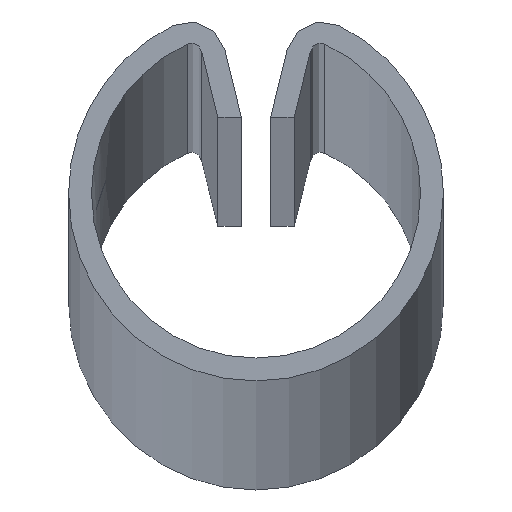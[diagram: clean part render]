
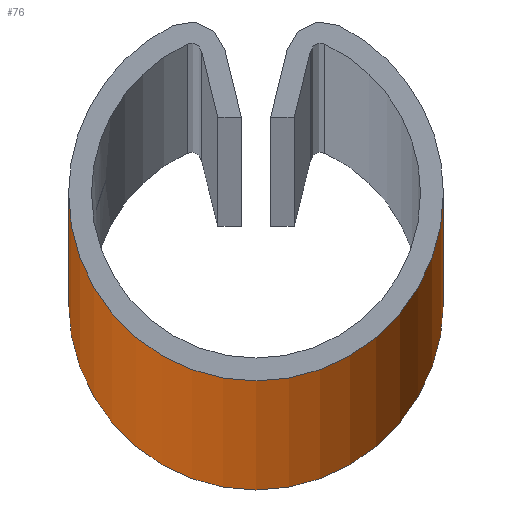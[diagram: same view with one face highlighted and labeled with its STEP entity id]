
A CAD part, top view. The second image highlights one B-rep face of the part: STEP entity #76.
In plain terms, the highlighted cylindrical face has radius 9 mm (diameter 18 mm), a partial arc.
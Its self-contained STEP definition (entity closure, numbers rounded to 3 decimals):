
#76 = ADVANCED_FACE ( 'NONE', ( #7788 ), #452, .T. ) ;
#259 = LINE ( 'NONE', #1262, #5996 ) ;
#285 = CARTESIAN_POINT ( 'NONE',  ( 0., 0., 1500. ) ) ;
#356 = DIRECTION ( 'NONE',  ( 1., 0., 0. ) ) ;
#452 = CYLINDRICAL_SURFACE ( 'NONE', #10588, 9. ) ;
#500 = VECTOR ( 'NONE', #2960, 1000. ) ;
#517 = EDGE_LOOP ( 'NONE', ( #3265, #4761, #10390, #6862 ) ) ;
#1195 = CIRCLE ( 'NONE', #9699, 9. ) ;
#1262 = CARTESIAN_POINT ( 'NONE',  ( 9., 0., -1500. ) ) ;
#1277 = DIRECTION ( 'NONE',  ( 0., 0., 1. ) ) ;
#1464 = VERTEX_POINT ( 'NONE', #8099 ) ;
#1971 = CARTESIAN_POINT ( 'NONE',  ( 9., 0., -1500. ) ) ;
#2562 = CARTESIAN_POINT ( 'NONE',  ( -9., 0., 1500. ) ) ;
#2960 = DIRECTION ( 'NONE',  ( 0., 0., 1. ) ) ;
#3052 = DIRECTION ( 'NONE',  ( 1., 0., 0. ) ) ;
#3134 = DIRECTION ( 'NONE',  ( 0., 0., 1. ) ) ;
#3239 = LINE ( 'NONE', #9370, #500 ) ;
#3265 = ORIENTED_EDGE ( 'NONE', *, *, #5016, .F. ) ;
#3417 = VERTEX_POINT ( 'NONE', #1971 ) ;
#3691 = DIRECTION ( 'NONE',  ( 0., 0., 1. ) ) ;
#3971 = DIRECTION ( 'NONE',  ( 0., 0., 1. ) ) ;
#4127 = EDGE_CURVE ( 'NONE', #3417, #1464, #259, .T. ) ;
#4689 = AXIS2_PLACEMENT_3D ( 'NONE', #8646, #3134, #3052 ) ;
#4761 = ORIENTED_EDGE ( 'NONE', *, *, #6985, .T. ) ;
#5016 = EDGE_CURVE ( 'NONE', #7931, #10721, #3239, .T. ) ;
#5442 = CARTESIAN_POINT ( 'NONE',  ( -9., 0., -1500. ) ) ;
#5549 = CARTESIAN_POINT ( 'NONE',  ( 0., 0., -1500. ) ) ;
#5949 = CIRCLE ( 'NONE', #4689, 9. ) ;
#5996 = VECTOR ( 'NONE', #3971, 1000. ) ;
#6862 = ORIENTED_EDGE ( 'NONE', *, *, #10857, .F. ) ;
#6985 = EDGE_CURVE ( 'NONE', #7931, #3417, #5949, .T. ) ;
#7788 = FACE_OUTER_BOUND ( 'NONE', #517, .T. ) ;
#7931 = VERTEX_POINT ( 'NONE', #5442 ) ;
#8099 = CARTESIAN_POINT ( 'NONE',  ( 9., 0., 1500. ) ) ;
#8646 = CARTESIAN_POINT ( 'NONE',  ( 0., 0., -1500. ) ) ;
#9370 = CARTESIAN_POINT ( 'NONE',  ( -9., 0., -1500. ) ) ;
#9699 = AXIS2_PLACEMENT_3D ( 'NONE', #285, #1277, #356 ) ;
#10390 = ORIENTED_EDGE ( 'NONE', *, *, #4127, .T. ) ;
#10588 = AXIS2_PLACEMENT_3D ( 'NONE', #5549, #3691, #11041 ) ;
#10721 = VERTEX_POINT ( 'NONE', #2562 ) ;
#10857 = EDGE_CURVE ( 'NONE', #10721, #1464, #1195, .T. ) ;
#11041 = DIRECTION ( 'NONE',  ( 1., 0., 0. ) ) ;
